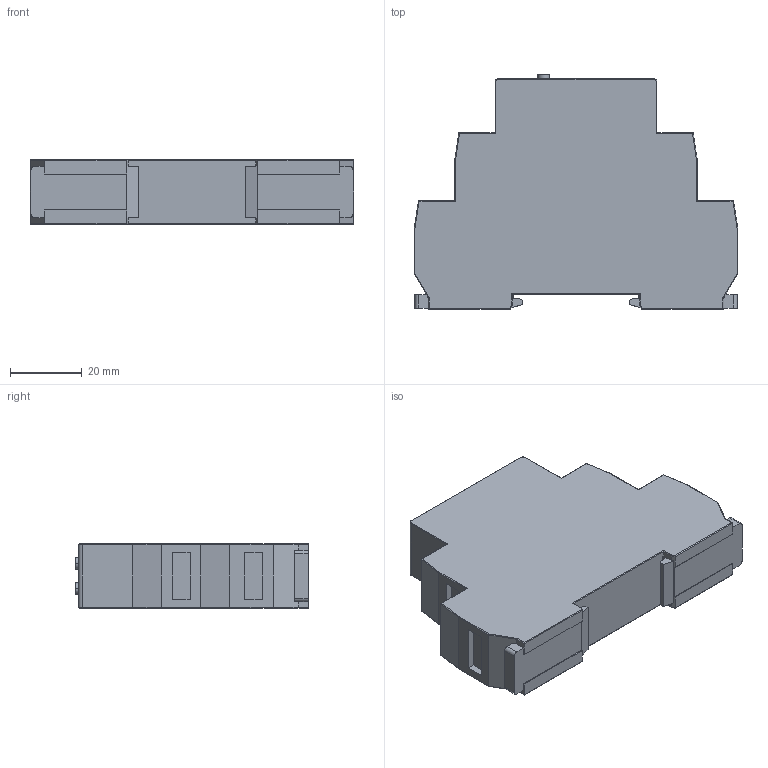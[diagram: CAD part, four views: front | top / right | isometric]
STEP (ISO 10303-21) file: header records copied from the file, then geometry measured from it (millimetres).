
FILE_DESCRIPTION (( 'STEP AP203' ), '1' );
FILE_NAME ('CTR-470-TM-2-99D-A230-CD0_Ðåëå âðåìåíè ìíîãîôóíêö. TM. äèñï. 2 êîíò. 230Â AC ONI.STEP', '2024-12-24T07:38:43', ( '' ), ( '' ), 'SwSTEP 2.0', 'SolidWorks 2022', '' );
FILE_SCHEMA (( 'CONFIG_CONTROL_DESIGN' ));
Length unit declared in the file: millimetre
Products named in the file (1): CTR-470-TM-2-99D-A230-CD0_Реле времени многофункц. TM. дисп. 2 конт. 230В AC ONI
Bounding box: 90 x 65 x 17.8 mm (x, y, z)
Volume: 78737.4 mm3; surface area: 15500.8 mm2
Topology: 1 solids, 9 shells, 432 faces, 1082 edges, 684 vertices
Faces by surface type: plane 304, cylinder 120, torus 4, sphere 4
Entity records: 12699 total; most frequent: CARTESIAN_POINT 2403, ORIENTED_EDGE 2148, DIRECTION 2072, EDGE_CURVE 1074, LINE 798, VECTOR 798, VERTEX_POINT 680, AXIS2_PLACEMENT_3D 637
